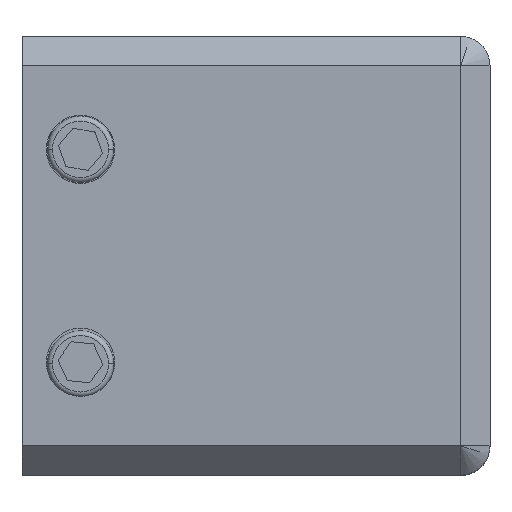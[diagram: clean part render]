
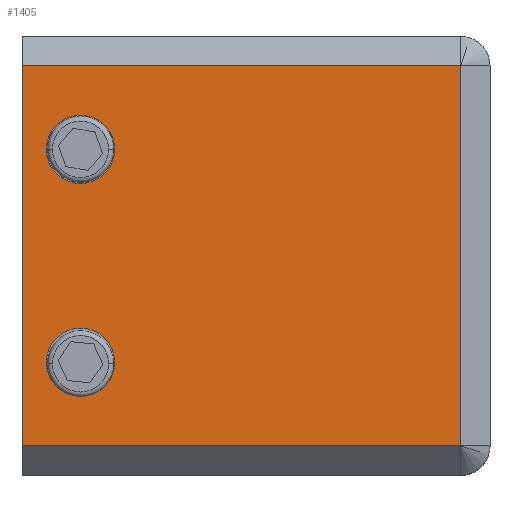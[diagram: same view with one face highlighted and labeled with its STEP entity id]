
A CAD part, top view. The second image highlights one B-rep face of the part: STEP entity #1405.
In plain terms, the highlighted planar face has unit normal (0, 0, 1).
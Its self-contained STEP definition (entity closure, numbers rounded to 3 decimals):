
#41 = EDGE_CURVE ( 'NONE', #1931, #2263, #1442, .T. ) ;
#72 = CIRCLE ( 'NONE', #1527, 3.5 ) ;
#148 = DIRECTION ( 'NONE',  ( 1., 0., 0. ) ) ;
#263 = CIRCLE ( 'NONE', #647, 3.5 ) ;
#347 = VECTOR ( 'NONE', #3313, 1000. ) ;
#421 = EDGE_CURVE ( 'NONE', #1077, #521, #2118, .T. ) ;
#521 = VERTEX_POINT ( 'NONE', #2506 ) ;
#558 = ORIENTED_EDGE ( 'NONE', *, *, #2045, .F. ) ;
#589 = CARTESIAN_POINT ( 'NONE',  ( 0., 0., 13.5 ) ) ;
#647 = AXIS2_PLACEMENT_3D ( 'NONE', #3030, #1141, #148 ) ;
#652 = CIRCLE ( 'NONE', #3807, 3.5 ) ;
#671 = CARTESIAN_POINT ( 'NONE',  ( -3., -19.5, 13.5 ) ) ;
#764 = EDGE_LOOP ( 'NONE', ( #2174, #1509, #3637, #1202 ) ) ;
#862 = EDGE_CURVE ( 'NONE', #1693, #3465, #263, .T. ) ;
#1009 = DIRECTION ( 'NONE',  ( 1., 0., 0. ) ) ;
#1077 = VERTEX_POINT ( 'NONE', #1924 ) ;
#1094 = CARTESIAN_POINT ( 'NONE',  ( -3., 19.5, 13.5 ) ) ;
#1141 = DIRECTION ( 'NONE',  ( 0., 0., 1. ) ) ;
#1202 = ORIENTED_EDGE ( 'NONE', *, *, #2438, .T. ) ;
#1226 = EDGE_CURVE ( 'NONE', #1745, #1399, #652, .T. ) ;
#1277 = EDGE_CURVE ( 'NONE', #1399, #1745, #3154, .T. ) ;
#1374 = LINE ( 'NONE', #2332, #2246 ) ;
#1399 = VERTEX_POINT ( 'NONE', #3433 ) ;
#1405 = ADVANCED_FACE ( 'NONE', ( #3049, #2516, #4064 ), #2171, .T. ) ;
#1422 = DIRECTION ( 'NONE',  ( 1., 0., 0. ) ) ;
#1442 = LINE ( 'NONE', #2963, #347 ) ;
#1509 = ORIENTED_EDGE ( 'NONE', *, *, #3528, .T. ) ;
#1527 = AXIS2_PLACEMENT_3D ( 'NONE', #3057, #1887, #3987 ) ;
#1693 = VERTEX_POINT ( 'NONE', #2084 ) ;
#1727 = CARTESIAN_POINT ( 'NONE',  ( -48., -39., 13.5 ) ) ;
#1745 = VERTEX_POINT ( 'NONE', #2394 ) ;
#1887 = DIRECTION ( 'NONE',  ( 0., 0., 1. ) ) ;
#1909 = VECTOR ( 'NONE', #1009, 1000. ) ;
#1912 = ORIENTED_EDGE ( 'NONE', *, *, #1277, .F. ) ;
#1924 = CARTESIAN_POINT ( 'NONE',  ( -48., -19.5, 13.5 ) ) ;
#1931 = VERTEX_POINT ( 'NONE', #3950 ) ;
#2045 = EDGE_CURVE ( 'NONE', #3465, #1693, #72, .T. ) ;
#2084 = CARTESIAN_POINT ( 'NONE',  ( -45.5, 10.919, 13.5 ) ) ;
#2104 = DIRECTION ( 'NONE',  ( 1., 0., 0. ) ) ;
#2118 = LINE ( 'NONE', #1727, #2804 ) ;
#2171 = PLANE ( 'NONE',  #3682 ) ;
#2174 = ORIENTED_EDGE ( 'NONE', *, *, #421, .F. ) ;
#2246 = VECTOR ( 'NONE', #3261, 1000. ) ;
#2263 = VERTEX_POINT ( 'NONE', #1094 ) ;
#2332 = CARTESIAN_POINT ( 'NONE',  ( -48., 19.5, 13.5 ) ) ;
#2355 = DIRECTION ( 'NONE',  ( 1., 0., 0. ) ) ;
#2394 = CARTESIAN_POINT ( 'NONE',  ( -38.5, -10.919, 13.5 ) ) ;
#2438 = EDGE_CURVE ( 'NONE', #2263, #521, #1374, .T. ) ;
#2460 = DIRECTION ( 'NONE',  ( 0., 0., 1. ) ) ;
#2506 = CARTESIAN_POINT ( 'NONE',  ( -48., 19.5, 13.5 ) ) ;
#2516 = FACE_BOUND ( 'NONE', #4070, .T. ) ;
#2556 = LINE ( 'NONE', #671, #1909 ) ;
#2681 = CARTESIAN_POINT ( 'NONE',  ( -42., -10.919, 13.5 ) ) ;
#2710 = AXIS2_PLACEMENT_3D ( 'NONE', #2681, #3919, #2355 ) ;
#2767 = EDGE_LOOP ( 'NONE', ( #558, #3935 ) ) ;
#2804 = VECTOR ( 'NONE', #3060, 1000. ) ;
#2939 = CARTESIAN_POINT ( 'NONE',  ( -42., -10.919, 13.5 ) ) ;
#2963 = CARTESIAN_POINT ( 'NONE',  ( -3., 19.5, 13.5 ) ) ;
#3030 = CARTESIAN_POINT ( 'NONE',  ( -42., 10.919, 13.5 ) ) ;
#3049 = FACE_BOUND ( 'NONE', #2767, .T. ) ;
#3057 = CARTESIAN_POINT ( 'NONE',  ( -42., 10.919, 13.5 ) ) ;
#3060 = DIRECTION ( 'NONE',  ( 0., 1., 0. ) ) ;
#3154 = CIRCLE ( 'NONE', #2710, 3.5 ) ;
#3261 = DIRECTION ( 'NONE',  ( -1., 0., 0. ) ) ;
#3313 = DIRECTION ( 'NONE',  ( 0., 1., 0. ) ) ;
#3433 = CARTESIAN_POINT ( 'NONE',  ( -45.5, -10.919, 13.5 ) ) ;
#3465 = VERTEX_POINT ( 'NONE', #4068 ) ;
#3528 = EDGE_CURVE ( 'NONE', #1077, #1931, #2556, .T. ) ;
#3637 = ORIENTED_EDGE ( 'NONE', *, *, #41, .T. ) ;
#3682 = AXIS2_PLACEMENT_3D ( 'NONE', #589, #2460, #2104 ) ;
#3764 = ORIENTED_EDGE ( 'NONE', *, *, #1226, .F. ) ;
#3807 = AXIS2_PLACEMENT_3D ( 'NONE', #2939, #3900, #1422 ) ;
#3900 = DIRECTION ( 'NONE',  ( 0., 0., 1. ) ) ;
#3919 = DIRECTION ( 'NONE',  ( 0., 0., 1. ) ) ;
#3935 = ORIENTED_EDGE ( 'NONE', *, *, #862, .F. ) ;
#3950 = CARTESIAN_POINT ( 'NONE',  ( -3., -19.5, 13.5 ) ) ;
#3987 = DIRECTION ( 'NONE',  ( 1., 0., 0. ) ) ;
#4064 = FACE_OUTER_BOUND ( 'NONE', #764, .T. ) ;
#4068 = CARTESIAN_POINT ( 'NONE',  ( -38.5, 10.919, 13.5 ) ) ;
#4070 = EDGE_LOOP ( 'NONE', ( #3764, #1912 ) ) ;
